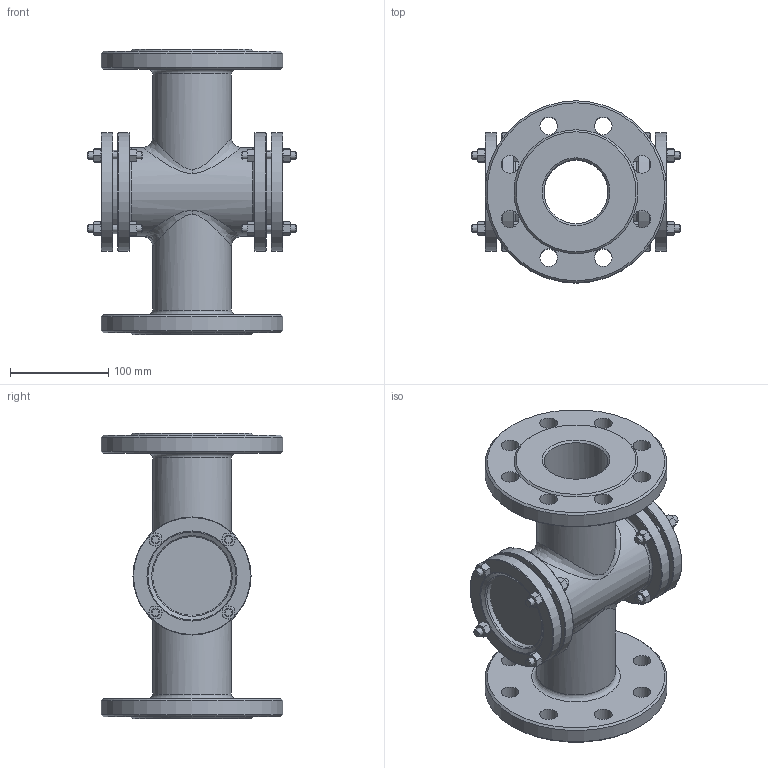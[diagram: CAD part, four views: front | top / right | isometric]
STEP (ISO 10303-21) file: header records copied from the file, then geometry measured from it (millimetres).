
FILE_DESCRIPTION(/* description */ (''),/* implementation_level */ '2;1');
FILE_NAME(/* name */ 'DN65_3D_STEP.stp',/* time_stamp */ '2024-04-25T16:07:30+03:00',/* author */ ('igorr'),/* organization */ (''),/* preprocessor_version */ 'ST-DEVELOPER v19.2',/* originating_system */ 'Autodesk Inventor 2023',/* authorisation */ '');
FILE_SCHEMA (('AUTOMOTIVE_DESIGN { 1 0 10303 214 3 1 1 }'));
Length unit declared in the file: millimetre
Products named in the file (4): Сборка; Деталь; Стекло; ANSI B18.2.4.2M - M8x1,25
Assembly tree (19 placements, depth 2):
  Сборка
    Деталь
    Стекло  x2
    ANSI B18.2.4.2M - M8x1,25  x16
Bounding box: 212.5 x 185 x 290 mm (x, y, z)
Volume: 1662480.8 mm3; surface area: 375813.3 mm2
Topology: 19 solids, 19 shells, 575 faces, 1289 edges, 787 vertices
Faces by surface type: cone 250, plane 199, cylinder 79, bspline 31, torus 16
Full cylindrical faces by diameter (mm): 6.647 x16, 8 x24, 18 x16, 65 x2, 80 x3, 82 x2, 85 x2, 90 x1, 120 x4, 185 x2
Entity records: 8814 total; most frequent: CARTESIAN_POINT 3008, DIRECTION 1144, ORIENTED_EDGE 1072, EDGE_CURVE 536, AXIS2_PLACEMENT_3D 482, VERTEX_POINT 350, EDGE_LOOP 318, CIRCLE 254
